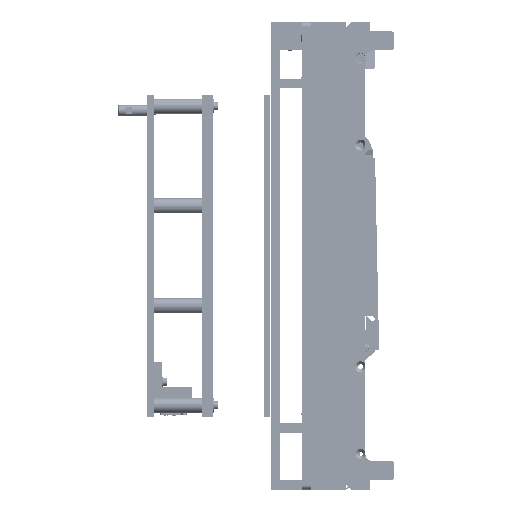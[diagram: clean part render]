
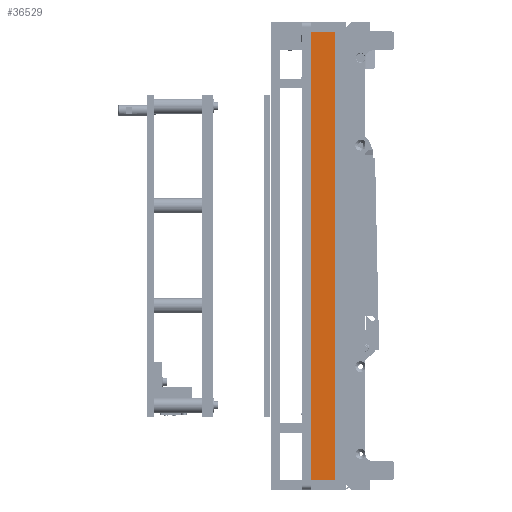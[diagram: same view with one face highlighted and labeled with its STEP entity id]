
A CAD part, left-side view. The second image highlights one B-rep face of the part: STEP entity #36529.
In plain terms, the highlighted face is planar.
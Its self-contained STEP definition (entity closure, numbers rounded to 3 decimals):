
#4015 = VERTEX_POINT ( 'NONE', #32494 ) ;
#5861 = VERTEX_POINT ( 'NONE', #36378 ) ;
#6998 = CARTESIAN_POINT ( 'NONE',  ( 5., 0., -236.9 ) ) ;
#7016 = ORIENTED_EDGE ( 'NONE', *, *, #63946, .F. ) ;
#7818 = FACE_OUTER_BOUND ( 'NONE', #58966, .T. ) ;
#11342 = ORIENTED_EDGE ( 'NONE', *, *, #39534, .T. ) ;
#12268 = VECTOR ( 'NONE', #73337, 1000. ) ;
#13924 = LINE ( 'NONE', #27378, #65347 ) ;
#14554 = DIRECTION ( 'NONE',  ( -1., 0., 0. ) ) ;
#15307 = VECTOR ( 'NONE', #29636, 1000. ) ;
#22176 = VERTEX_POINT ( 'NONE', #51097 ) ;
#26859 = LINE ( 'NONE', #6998, #33859 ) ;
#27378 = CARTESIAN_POINT ( 'NONE',  ( 5., 25.3, -236.9 ) ) ;
#29636 = DIRECTION ( 'NONE',  ( 0., -1., 0. ) ) ;
#30333 = ORIENTED_EDGE ( 'NONE', *, *, #78055, .T. ) ;
#32348 = LINE ( 'NONE', #66615, #12268 ) ;
#32494 = CARTESIAN_POINT ( 'NONE',  ( 5., 0., 236.9 ) ) ;
#33664 = DIRECTION ( 'NONE',  ( 0., 0., 1. ) ) ;
#33859 = VECTOR ( 'NONE', #52236, 1000. ) ;
#36378 = CARTESIAN_POINT ( 'NONE',  ( 5., 25.3, -236.9 ) ) ;
#36529 = ADVANCED_FACE ( 'NONE', ( #7818 ), #72546, .F. ) ;
#37008 = AXIS2_PLACEMENT_3D ( 'NONE', #58466, #14554, #33664 ) ;
#39534 = EDGE_CURVE ( 'NONE', #63861, #4015, #64697, .T. ) ;
#44630 = ORIENTED_EDGE ( 'NONE', *, *, #59597, .F. ) ;
#45941 = DIRECTION ( 'NONE',  ( 0., -1., 0. ) ) ;
#51097 = CARTESIAN_POINT ( 'NONE',  ( 5., 0., -236.9 ) ) ;
#52236 = DIRECTION ( 'NONE',  ( 0., 0., -1. ) ) ;
#58466 = CARTESIAN_POINT ( 'NONE',  ( 5., 25.3, -236.9 ) ) ;
#58966 = EDGE_LOOP ( 'NONE', ( #30333, #44630, #7016, #11342 ) ) ;
#59597 = EDGE_CURVE ( 'NONE', #5861, #22176, #13924, .T. ) ;
#63861 = VERTEX_POINT ( 'NONE', #79222 ) ;
#63946 = EDGE_CURVE ( 'NONE', #63861, #5861, #32348, .T. ) ;
#64697 = LINE ( 'NONE', #81940, #15307 ) ;
#65347 = VECTOR ( 'NONE', #45941, 1000. ) ;
#66615 = CARTESIAN_POINT ( 'NONE',  ( 5., 25.3, -236.9 ) ) ;
#72546 = PLANE ( 'NONE',  #37008 ) ;
#73337 = DIRECTION ( 'NONE',  ( 0., 0., -1. ) ) ;
#78055 = EDGE_CURVE ( 'NONE', #4015, #22176, #26859, .T. ) ;
#79222 = CARTESIAN_POINT ( 'NONE',  ( 5., 25.3, 236.9 ) ) ;
#81940 = CARTESIAN_POINT ( 'NONE',  ( 5., 25.3, 236.9 ) ) ;
